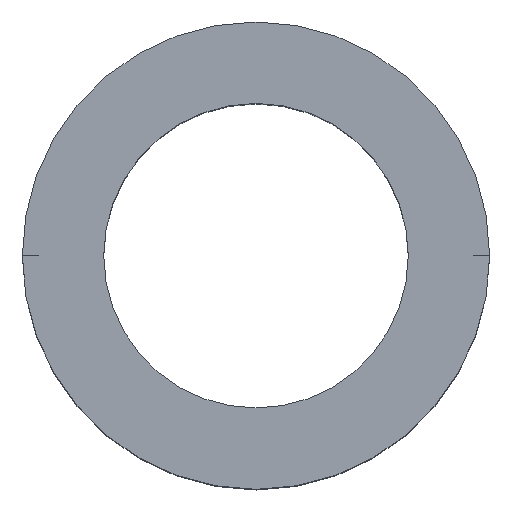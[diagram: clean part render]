
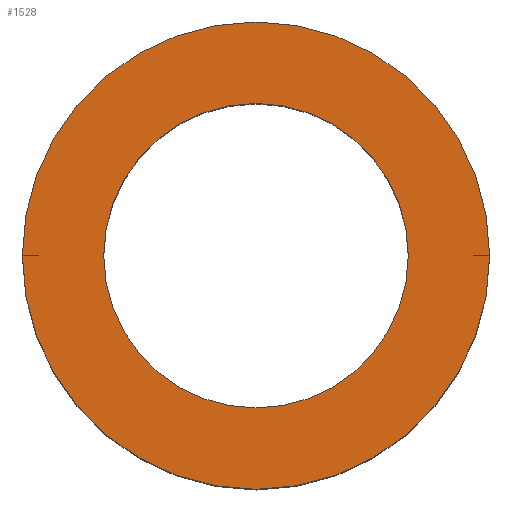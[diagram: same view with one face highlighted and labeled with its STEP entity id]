
A CAD part, top view. The second image highlights one B-rep face of the part: STEP entity #1528.
In plain terms, the highlighted planar face has unit normal (0, 0, 1).
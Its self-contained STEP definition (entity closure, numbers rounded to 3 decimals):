
#1399=CARTESIAN_POINT('POINT59',(50.673,
   0.,40.742));
#1400=VERTEX_POINT('VERTEX59',#1399);
#1401=CARTESIAN_POINT('POINT60',(-50.673,
   0.,40.742));
#1402=VERTEX_POINT('VERTEX60',#1401);
#1403=CARTESIAN_POINT('POS169',(0.,
   0.,40.742));
#1404=DIRECTION('DIR281',(0.,0.,-1.));
#1405=DIRECTION('DIR282',(1.,0.,0.));
#1406=AXIS2_PLACEMENT_3D('AXIS113',#1403,#1404,#1405);
#1407=CIRCLE('ELLIPSE58',#1406,50.673);
#1408=EDGE_CURVE('EDGE114',#1400,#1402,#1407,.T.);
#1433=CARTESIAN_POINT('POS173',(0.,
   0.,40.742));
#1434=DIRECTION('DIR287',(0.,0.,1.));
#1435=DIRECTION('DIR288',(1.,0.,0.));
#1436=AXIS2_PLACEMENT_3D('AXIS115',#1433,#1434,#1435);
#1437=CIRCLE('ELLIPSE59',#1436,50.673);
#1438=EDGE_CURVE('EDGE117',#1400,#1402,#1437,.T.);
#1499=ORIENTED_EDGE('COEDGE237',*,*,#1438,.T.);
#1500=ORIENTED_EDGE('COEDGE238',*,*,#1408,.F.);
#1501=EDGE_LOOP('NONE',(#1499,#1500));
#1502=FACE_BOUND('LOOP1',#1501,.T.);
#1503=CARTESIAN_POINT('POINT63',(33.02,0.,40.742));
#1504=VERTEX_POINT('VERTEX63',#1503);
#1505=CARTESIAN_POINT('POINT64',(-33.02,0.,40.742));
#1506=VERTEX_POINT('VERTEX64',#1505);
#1507=CARTESIAN_POINT('POS181',(0.,0.,40.742));
#1508=DIRECTION('DIR301',(0.,0.,-1.));
#1509=DIRECTION('DIR302',(1.,0.,0.));
#1510=AXIS2_PLACEMENT_3D('AXIS121',#1507,#1508,#1509);
#1511=CIRCLE('ELLIPSE62',#1510,33.02);
#1512=EDGE_CURVE('EDGE122',#1504,#1506,#1511,.T.);
#1513=ORIENTED_EDGE('COEDGE239',*,*,#1512,.T.);
#1514=CARTESIAN_POINT('POS182',(0.,0.,40.742));
#1515=DIRECTION('DIR303',(0.,0.,-1.));
#1516=DIRECTION('DIR304',(-1.,0.,0.));
#1517=AXIS2_PLACEMENT_3D('AXIS122',#1514,#1515,#1516);
#1518=CIRCLE('ELLIPSE63',#1517,33.02);
#1519=EDGE_CURVE('EDGE123',#1506,#1504,#1518,.T.);
#1520=ORIENTED_EDGE('COEDGE240',*,*,#1519,.T.);
#1521=EDGE_LOOP('NONE',(#1513,#1520));
#1522=FACE_BOUND('LOOP1',#1521,.T.);
#1523=CARTESIAN_POINT('POS183',(0.,0.,40.742));
#1524=DIRECTION('DIR305',(0.,0.,1.));
#1525=DIRECTION('DIR306',(1.,0.,0.));
#1526=AXIS2_PLACEMENT_3D('AXIS123',#1523,#1524,#1525);
#1527=PLANE('PLANE1',#1526);
#1528=ADVANCED_FACE('FACE60',(#1502,#1522),#1527,.T.);
